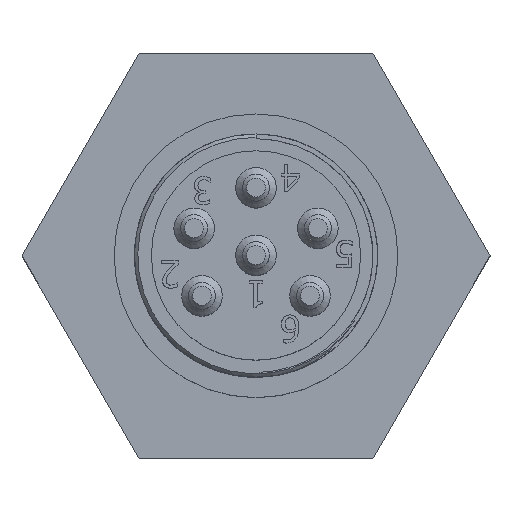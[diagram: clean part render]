
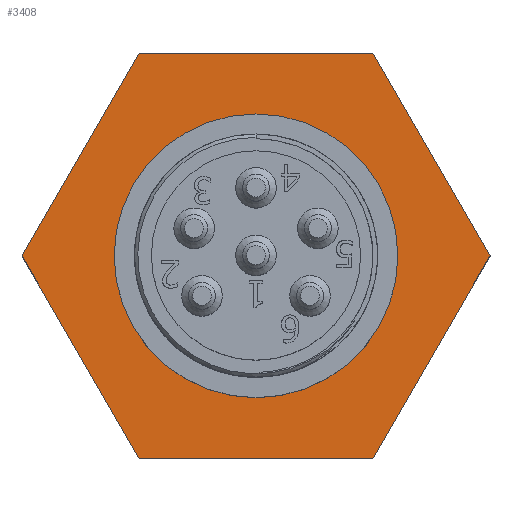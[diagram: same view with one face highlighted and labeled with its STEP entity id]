
A CAD part, top view. The second image highlights one B-rep face of the part: STEP entity #3408.
In plain terms, the highlighted planar face has unit normal (0, 0, 1).
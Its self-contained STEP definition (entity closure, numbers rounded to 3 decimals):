
#272=FACE_BOUND($,#886,.T.);
#333=CIRCLE($,#3596,10.5);
#433=PLANE($,#3599);
#624=FACE_OUTER_BOUND($,#885,.T.);
#885=EDGE_LOOP($,(#3135,#3136,#3137,#3138,#3139,#3140));
#886=EDGE_LOOP($,(#3141));
#1107=LINE($,#8018,#1343);
#1110=LINE($,#8024,#1346);
#1113=LINE($,#8030,#1349);
#1116=LINE($,#8036,#1352);
#1120=LINE($,#8043,#1356);
#1122=LINE($,#8046,#1358);
#1343=VECTOR($,#4102,17.321);
#1346=VECTOR($,#4107,17.321);
#1349=VECTOR($,#4112,17.321);
#1352=VECTOR($,#4117,17.321);
#1356=VECTOR($,#4123,17.321);
#1358=VECTOR($,#4127,17.321);
#1787=VERTEX_POINT($,#8015);
#1788=VERTEX_POINT($,#8017);
#1790=VERTEX_POINT($,#8023);
#1792=VERTEX_POINT($,#8029);
#1794=VERTEX_POINT($,#8035);
#1796=VERTEX_POINT($,#8041);
#1815=VERTEX_POINT($,#8104);
#2223=EDGE_CURVE($,#1788,#1787,#1107,.T.);
#2226=EDGE_CURVE($,#1790,#1788,#1110,.T.);
#2229=EDGE_CURVE($,#1792,#1790,#1113,.T.);
#2232=EDGE_CURVE($,#1794,#1792,#1116,.T.);
#2236=EDGE_CURVE($,#1787,#1796,#1120,.T.);
#2238=EDGE_CURVE($,#1796,#1794,#1122,.T.);
#2257=EDGE_CURVE($,#1815,#1815,#333,.T.);
#3135=ORIENTED_EDGE($,*,*,#2232,.T.);
#3136=ORIENTED_EDGE($,*,*,#2229,.T.);
#3137=ORIENTED_EDGE($,*,*,#2226,.T.);
#3138=ORIENTED_EDGE($,*,*,#2223,.T.);
#3139=ORIENTED_EDGE($,*,*,#2236,.T.);
#3140=ORIENTED_EDGE($,*,*,#2238,.T.);
#3141=ORIENTED_EDGE($,*,*,#2257,.T.);
#3408=ADVANCED_FACE($,(#624,#272),#433,.T.);
#3596=AXIS2_PLACEMENT_3D($,#8105,#4206,#4207);
#3599=AXIS2_PLACEMENT_3D($,#8108,#4212,#4213);
#4102=DIRECTION($,(0.5,-0.866,0.));
#4107=DIRECTION($,(-0.5,-0.866,0.));
#4112=DIRECTION($,(-1.,0.,0.));
#4117=DIRECTION($,(-0.5,0.866,0.));
#4123=DIRECTION($,(1.,0.,0.));
#4127=DIRECTION($,(0.5,0.866,0.));
#4206=DIRECTION('center_axis',(0.,0.,-1.));
#4207=DIRECTION('ref_axis',(-1.,0.,0.));
#4212=DIRECTION('center_axis',(0.,0.,1.));
#4213=DIRECTION('ref_axis',(1.,0.,0.));
#8015=CARTESIAN_POINT('',(-8.66,-15.,3.95));
#8017=CARTESIAN_POINT('',(-17.321,0.,3.95));
#8018=CARTESIAN_POINT($,(-15.155,-3.75,3.95));
#8023=CARTESIAN_POINT('',(-8.66,15.,3.95));
#8024=CARTESIAN_POINT($,(-10.825,11.25,3.95));
#8029=CARTESIAN_POINT('',(8.66,15.,3.95));
#8030=CARTESIAN_POINT($,(4.33,15.,3.95));
#8035=CARTESIAN_POINT('',(17.321,0.,3.95));
#8036=CARTESIAN_POINT($,(15.155,3.75,3.95));
#8041=CARTESIAN_POINT('',(8.66,-15.,3.95));
#8043=CARTESIAN_POINT($,(-4.33,-15.,3.95));
#8046=CARTESIAN_POINT($,(10.825,-11.25,3.95));
#8104=CARTESIAN_POINT('',(10.5,0.,3.95));
#8105=CARTESIAN_POINT('Origin',(0.,0.,3.95));
#8108=CARTESIAN_POINT('Origin',(0.,0.,
3.95));
